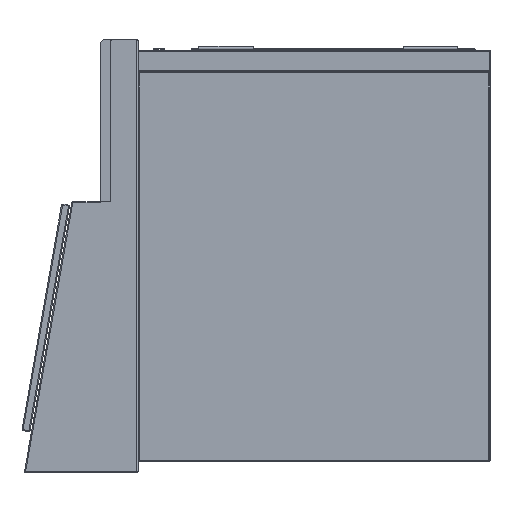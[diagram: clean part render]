
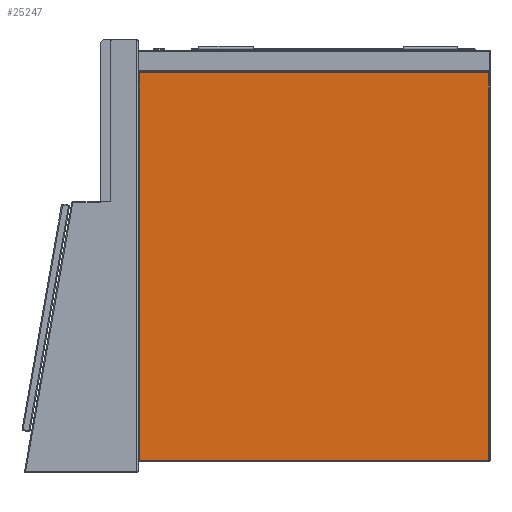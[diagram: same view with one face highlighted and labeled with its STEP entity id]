
A CAD part, left-side view. The second image highlights one B-rep face of the part: STEP entity #25247.
In plain terms, the highlighted planar face has unit normal (-1, 0, 0).
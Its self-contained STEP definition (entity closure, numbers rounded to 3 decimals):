
#531 = EDGE_CURVE ( 'NONE', #36631, #33237, #24645, .T. ) ;
#1360 = CARTESIAN_POINT ( 'NONE',  ( -440., 325., -42. ) ) ;
#1551 = LINE ( 'NONE', #1360, #7648 ) ;
#3816 = EDGE_CURVE ( 'NONE', #19626, #33923, #17200, .T. ) ;
#7632 = CARTESIAN_POINT ( 'NONE',  ( -440., -325., -760. ) ) ;
#7648 = VECTOR ( 'NONE', #25701, 1000. ) ;
#11412 = DIRECTION ( 'NONE',  ( -1., 0., 0. ) ) ;
#11777 = CARTESIAN_POINT ( 'NONE',  ( -440., -325., -758. ) ) ;
#12627 = VECTOR ( 'NONE', #19803, 1000. ) ;
#13222 = VECTOR ( 'NONE', #30825, 1000. ) ;
#14123 = EDGE_CURVE ( 'NONE', #33237, #19626, #1551, .T. ) ;
#14839 = CARTESIAN_POINT ( 'NONE',  ( -440., 323., -42. ) ) ;
#17200 = LINE ( 'NONE', #23574, #12627 ) ;
#18215 = EDGE_CURVE ( 'NONE', #33923, #36631, #21161, .T. ) ;
#19626 = VERTEX_POINT ( 'NONE', #14839 ) ;
#19803 = DIRECTION ( 'NONE',  ( 0., 0., -1. ) ) ;
#19813 = DIRECTION ( 'NONE',  ( 0., 0., 1. ) ) ;
#21161 = LINE ( 'NONE', #11777, #30816 ) ;
#22597 = CARTESIAN_POINT ( 'NONE',  ( -440., -323., -758. ) ) ;
#23574 = CARTESIAN_POINT ( 'NONE',  ( -440., 323., -760. ) ) ;
#24645 = LINE ( 'NONE', #36824, #13222 ) ;
#25247 = ADVANCED_FACE ( 'Fl�che7', ( #38724 ), #38344, .T. ) ;
#25701 = DIRECTION ( 'NONE',  ( 0., 1., 0. ) ) ;
#26695 = ORIENTED_EDGE ( 'NONE', *, *, #14123, .T. ) ;
#28253 = EDGE_LOOP ( 'NONE', ( #29728, #26695, #28748, #33794 ) ) ;
#28748 = ORIENTED_EDGE ( 'NONE', *, *, #3816, .T. ) ;
#29545 = CARTESIAN_POINT ( 'NONE',  ( -440., 323., -758. ) ) ;
#29728 = ORIENTED_EDGE ( 'NONE', *, *, #531, .T. ) ;
#29850 = AXIS2_PLACEMENT_3D ( 'NONE', #7632, #11412, #19813 ) ;
#30816 = VECTOR ( 'NONE', #35735, 1000. ) ;
#30825 = DIRECTION ( 'NONE',  ( 0., 0., 1. ) ) ;
#31567 = CARTESIAN_POINT ( 'NONE',  ( -440., -323., -42. ) ) ;
#33237 = VERTEX_POINT ( 'NONE', #31567 ) ;
#33794 = ORIENTED_EDGE ( 'NONE', *, *, #18215, .T. ) ;
#33923 = VERTEX_POINT ( 'NONE', #29545 ) ;
#35735 = DIRECTION ( 'NONE',  ( 0., -1., 0. ) ) ;
#36631 = VERTEX_POINT ( 'NONE', #22597 ) ;
#36824 = CARTESIAN_POINT ( 'NONE',  ( -440., -323., -760. ) ) ;
#38344 = PLANE ( 'NONE',  #29850 ) ;
#38724 = FACE_OUTER_BOUND ( 'NONE', #28253, .T. ) ;
